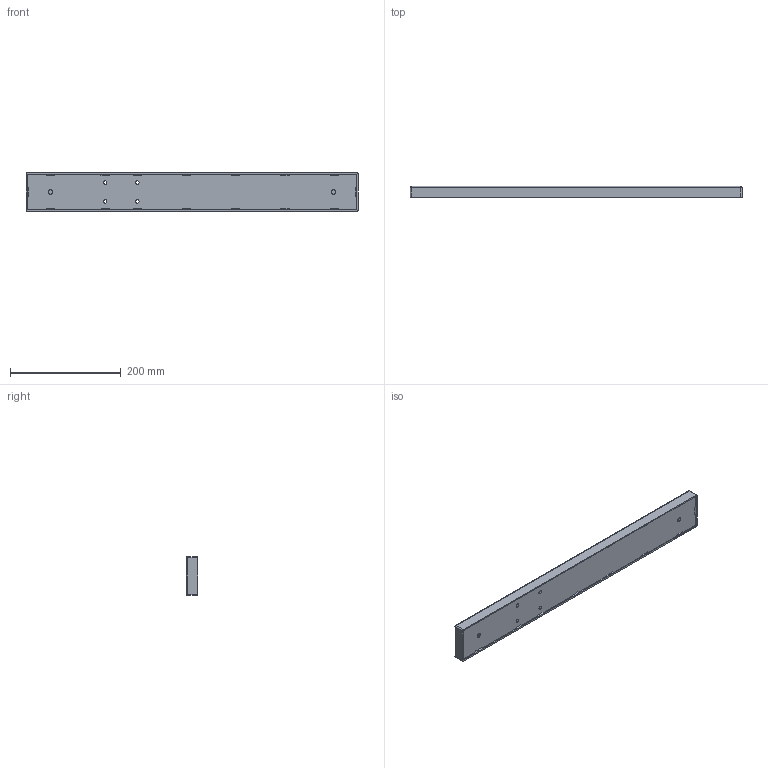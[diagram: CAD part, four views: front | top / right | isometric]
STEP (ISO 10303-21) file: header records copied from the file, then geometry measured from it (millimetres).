
FILE_DESCRIPTION((''),'2;1');
FILE_NAME('JC35TS-1453','2021-01-06T15:56:18',('sa'),('捷昌驱动'),'CREO PARAMETRIC BY PTC INC, 2018100','CREO PARAMETRIC BY PTC INC, 2018100','');
FILE_SCHEMA(('CONFIG_CONTROL_DESIGN'));
Length unit declared in the file: millimetre
Products named in the file (1): JC35TS-1453
Bounding box: 600 x 20 x 70 mm (x, y, z)
Volume: 360182.7 mm3; surface area: 188505.5 mm2
Topology: 1 solids, 19 shells, 292 faces, 807 edges, 553 vertices
Faces by surface type: extrusion 139, plane 121, cylinder 28, sphere 4
Entity records: 9805 total; most frequent: CARTESIAN_POINT 2804, ORIENTED_EDGE 1542, DIRECTION 1031, EDGE_CURVE 807, VECTOR 611, VERTEX_POINT 553, LINE 472, B_SPLINE_CURVE_WITH_KNOTS 418
